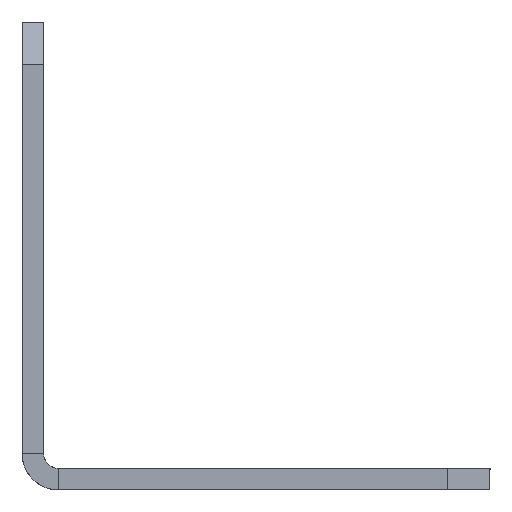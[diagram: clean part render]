
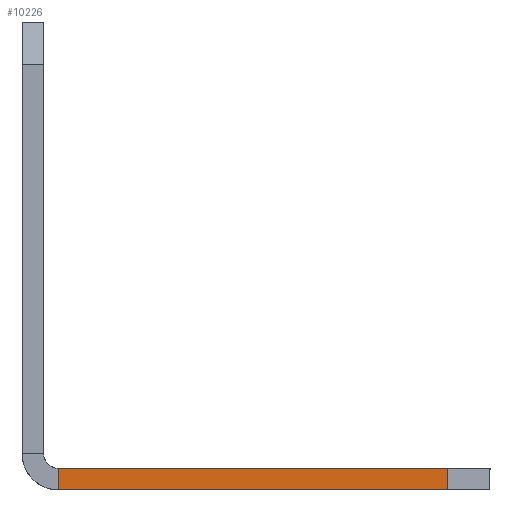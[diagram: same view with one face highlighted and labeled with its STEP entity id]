
A CAD part, left-side view. The second image highlights one B-rep face of the part: STEP entity #10226.
In plain terms, the highlighted planar face has unit normal (-1, 0, 0).
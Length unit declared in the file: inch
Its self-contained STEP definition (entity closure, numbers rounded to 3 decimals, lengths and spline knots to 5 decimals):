
#1128=FACE_OUTER_BOUND('',#1757,.T.);
#1757=EDGE_LOOP('',(#8464,#8465,#8466,#8467));
#2102=LINE('',#14781,#3145);
#2373=LINE('',#15883,#3416);
#2514=LINE('',#16402,#3557);
#2690=LINE('',#16958,#3733);
#3145=VECTOR('',#11642,0.832);
#3416=VECTOR('',#12403,0.046);
#3557=VECTOR('',#12790,0.832);
#3733=VECTOR('',#13260,0.046);
#4187=VERTEX_POINT('',#14778);
#4188=VERTEX_POINT('',#14780);
#4687=VERTEX_POINT('',#15878);
#4942=VERTEX_POINT('',#16400);
#5204=EDGE_CURVE('',#4187,#4188,#2102,.T.);
#5717=EDGE_CURVE('',#4187,#4687,#2373,.T.);
#5978=EDGE_CURVE('',#4687,#4942,#2514,.T.);
#6270=EDGE_CURVE('',#4942,#4188,#2690,.T.);
#8464=ORIENTED_EDGE('',*,*,#5978,.T.);
#8465=ORIENTED_EDGE('',*,*,#6270,.T.);
#8466=ORIENTED_EDGE('',*,*,#5204,.F.);
#8467=ORIENTED_EDGE('',*,*,#5717,.T.);
#9869=PLANE('',#11231);
#10226=ADVANCED_FACE('',(#1128),#9869,.T.);
#11231=AXIS2_PLACEMENT_3D('',#17264,#13706,#13707);
#11642=DIRECTION('',(0.,-1.,0.));
#12403=DIRECTION('',(0.,0.,-1.));
#12790=DIRECTION('',(0.,-1.,0.));
#13260=DIRECTION('',(0.,0.,1.));
#13706=DIRECTION('center_axis',(-1.,0.,0.));
#13707=DIRECTION('ref_axis',(0.,0.,1.));
#14778=CARTESIAN_POINT('',(-5.30249,-0.032,-2.79968));
#14780=CARTESIAN_POINT('',(-5.30249,-0.864,-2.79968));
#14781=CARTESIAN_POINT('',(-5.30249,-0.032,-2.79968));
#15878=CARTESIAN_POINT('',(-5.30249,-0.032,-2.84568));
#15883=CARTESIAN_POINT('',(-5.30249,-0.032,-2.79968));
#16400=CARTESIAN_POINT('',(-5.30249,-0.864,-2.84568));
#16402=CARTESIAN_POINT('',(-5.30249,-0.032,-2.84568));
#16958=CARTESIAN_POINT('',(-5.30249,-0.864,-2.84568));
#17264=CARTESIAN_POINT('Origin',(-5.30249,-0.954,-2.84568));
